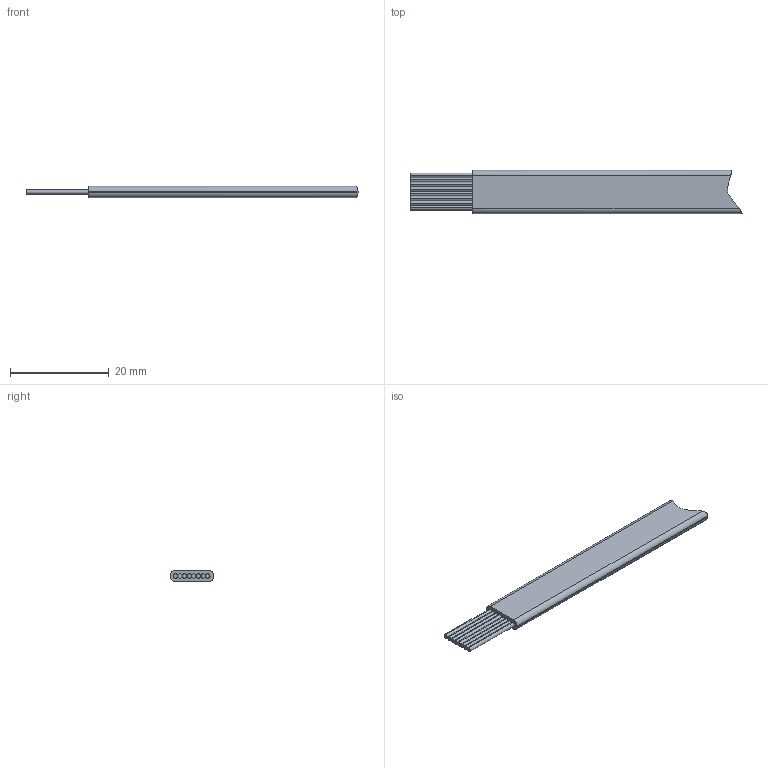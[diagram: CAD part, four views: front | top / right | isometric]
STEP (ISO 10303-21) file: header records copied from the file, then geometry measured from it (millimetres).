
FILE_DESCRIPTION (( 'STEP AP214' ), '1' );
FILE_NAME ('TDB8.STEP', '2007-11-28T20:06:29', ( ' ' ), ( ' ' ), 'SwSTEP 2.0', 'SolidWorks 2007', '' );
FILE_SCHEMA (( 'AUTOMOTIVE_DESIGN' ));
Length unit declared in the file: inch
Products named in the file (1): TDB8
Bounding box: 67.41 x 8.79 x 2.29 mm (x, y, z)
Volume: 1077.9 mm3; surface area: 1410.4 mm2
Topology: 1 solids, 1 shells, 34 faces, 72 edges, 48 vertices
Faces by surface type: cylinder 20, plane 13, bspline 1
Entity records: 1441 total; most frequent: CARTESIAN_POINT 210, DIRECTION 170, ORIENTED_EDGE 144, EDGE_CURVE 72, AXIS2_PLACEMENT_3D 70, VERTEX_POINT 48, EDGE_LOOP 42, UNCERTAINTY_MEASURE_WITH_UNIT 36
